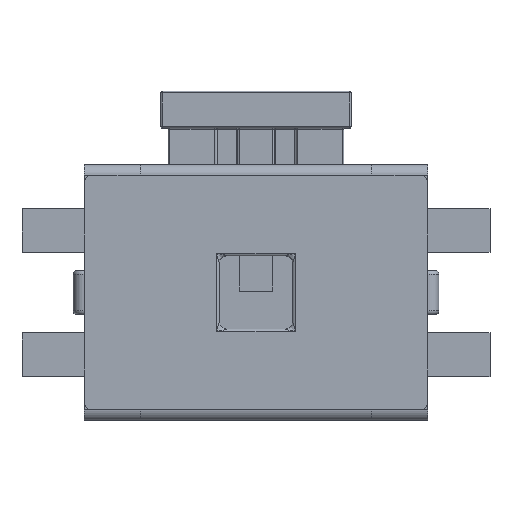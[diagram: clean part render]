
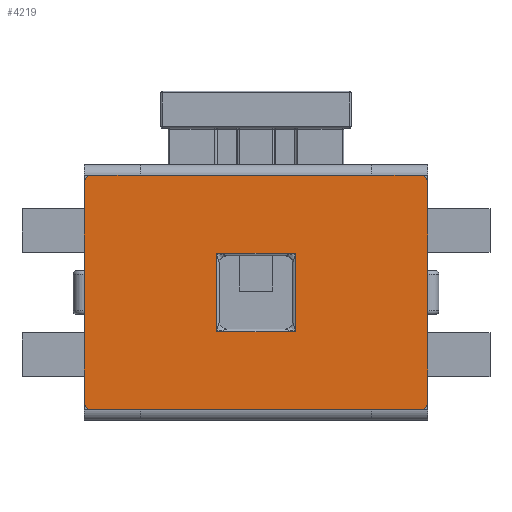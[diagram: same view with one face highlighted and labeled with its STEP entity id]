
A CAD part, top view. The second image highlights one B-rep face of the part: STEP entity #4219.
In plain terms, the highlighted planar face has unit normal (0, 0, 1).
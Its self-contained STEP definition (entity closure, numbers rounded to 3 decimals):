
#1939 = VERTEX_POINT('',#1940);
#1940 = CARTESIAN_POINT('',(2.35,-1.5,1.65));
#1946 = EDGE_CURVE('',#1939,#1947,#1949,.T.);
#1947 = VERTEX_POINT('',#1948);
#1948 = CARTESIAN_POINT('',(2.35,-0.25,1.65));
#1949 = LINE('',#1950,#1951);
#1950 = CARTESIAN_POINT('',(2.35,-1.6,1.65));
#1951 = VECTOR('',#1952,1.);
#1952 = DIRECTION('',(0.,1.,0.));
#2086 = VERTEX_POINT('',#2087);
#2087 = CARTESIAN_POINT('',(2.35,0.25,1.65));
#2094 = EDGE_CURVE('',#2086,#2095,#2097,.T.);
#2095 = VERTEX_POINT('',#2096);
#2096 = CARTESIAN_POINT('',(2.35,1.5,1.65));
#2097 = LINE('',#2098,#2099);
#2098 = CARTESIAN_POINT('',(2.35,-1.6,1.65));
#2099 = VECTOR('',#2100,1.);
#2100 = DIRECTION('',(0.,1.,0.));
#2791 = VERTEX_POINT('',#2792);
#2792 = CARTESIAN_POINT('',(-2.35,1.5,1.65));
#2798 = EDGE_CURVE('',#2791,#2799,#2801,.T.);
#2799 = VERTEX_POINT('',#2800);
#2800 = CARTESIAN_POINT('',(-2.35,0.25,1.65));
#2801 = LINE('',#2802,#2803);
#2802 = CARTESIAN_POINT('',(-2.35,1.6,1.65));
#2803 = VECTOR('',#2804,1.);
#2804 = DIRECTION('',(0.,-1.,0.));
#2938 = VERTEX_POINT('',#2939);
#2939 = CARTESIAN_POINT('',(-2.35,-0.25,1.65));
#2946 = EDGE_CURVE('',#2938,#2947,#2949,.T.);
#2947 = VERTEX_POINT('',#2948);
#2948 = CARTESIAN_POINT('',(-2.35,-1.5,1.65));
#2949 = LINE('',#2950,#2951);
#2950 = CARTESIAN_POINT('',(-2.35,1.6,1.65));
#2951 = VECTOR('',#2952,1.);
#2952 = DIRECTION('',(0.,-1.,0.));
#3506 = VERTEX_POINT('',#3507);
#3507 = CARTESIAN_POINT('',(-1.58,1.6,1.65));
#3513 = EDGE_CURVE('',#3506,#3514,#3516,.T.);
#3514 = VERTEX_POINT('',#3515);
#3515 = CARTESIAN_POINT('',(-1.58,1.602,1.65));
#3516 = LINE('',#3517,#3518);
#3517 = CARTESIAN_POINT('',(-1.58,1.6,1.65));
#3518 = VECTOR('',#3519,1.);
#3519 = DIRECTION('',(0.,1.,0.));
#3540 = VERTEX_POINT('',#3541);
#3541 = CARTESIAN_POINT('',(1.58,1.602,1.65));
#3548 = EDGE_CURVE('',#3514,#3540,#3549,.T.);
#3549 = LINE('',#3550,#3551);
#3550 = CARTESIAN_POINT('',(-1.58,1.602,1.65));
#3551 = VECTOR('',#3552,1.);
#3552 = DIRECTION('',(1.,0.,0.));
#3564 = EDGE_CURVE('',#3565,#3540,#3567,.T.);
#3565 = VERTEX_POINT('',#3566);
#3566 = CARTESIAN_POINT('',(1.58,1.6,1.65));
#3567 = LINE('',#3568,#3569);
#3568 = CARTESIAN_POINT('',(1.58,1.6,1.65));
#3569 = VECTOR('',#3570,1.);
#3570 = DIRECTION('',(0.,1.,0.));
#4122 = EDGE_CURVE('',#4123,#4125,#4127,.T.);
#4123 = VERTEX_POINT('',#4124);
#4124 = CARTESIAN_POINT('',(1.58,-1.6,1.65));
#4125 = VERTEX_POINT('',#4126);
#4126 = CARTESIAN_POINT('',(1.58,-1.602,1.65));
#4127 = LINE('',#4128,#4129);
#4128 = CARTESIAN_POINT('',(1.58,-1.6,1.65));
#4129 = VECTOR('',#4130,1.);
#4130 = DIRECTION('',(0.,-1.,0.));
#4158 = EDGE_CURVE('',#4123,#4159,#4161,.T.);
#4159 = VERTEX_POINT('',#4160);
#4160 = CARTESIAN_POINT('',(2.25,-1.6,1.65));
#4161 = LINE('',#4162,#4163);
#4162 = CARTESIAN_POINT('',(-2.35,-1.6,1.65));
#4163 = VECTOR('',#4164,1.);
#4164 = DIRECTION('',(1.,0.,0.));
#4182 = EDGE_CURVE('',#1939,#4159,#4183,.T.);
#4183 = CIRCLE('',#4184,0.1);
#4184 = AXIS2_PLACEMENT_3D('',#4185,#4186,#4187);
#4185 = CARTESIAN_POINT('',(2.25,-1.5,1.65));
#4186 = DIRECTION('',(0.,0.,-1.));
#4187 = DIRECTION('',(1.,0.,0.));
#4199 = VERTEX_POINT('',#4200);
#4200 = CARTESIAN_POINT('',(2.352,-0.25,1.65));
#4207 = EDGE_CURVE('',#4199,#1947,#4208,.T.);
#4208 = LINE('',#4209,#4210);
#4209 = CARTESIAN_POINT('',(2.352,-0.25,1.65));
#4210 = VECTOR('',#4211,1.);
#4211 = DIRECTION('',(-1.,0.,0.));
#4219 = ADVANCED_FACE('',(#4220,#4330),#4364,.T.);
#4220 = FACE_BOUND('',#4221,.T.);
#4221 = EDGE_LOOP('',(#4222,#4223,#4224,#4232,#4238,#4239,#4248,#4254,
#4255,#4256,#4257,#4265,#4272,#4273,#4281,#4289,#4295,#4296,#4305,
#4313,#4321,#4327,#4328,#4329));
#4222 = ORIENTED_EDGE('',*,*,#1946,.T.);
#4223 = ORIENTED_EDGE('',*,*,#4207,.F.);
#4224 = ORIENTED_EDGE('',*,*,#4225,.T.);
#4225 = EDGE_CURVE('',#4199,#4226,#4228,.T.);
#4226 = VERTEX_POINT('',#4227);
#4227 = CARTESIAN_POINT('',(2.352,0.25,1.65));
#4228 = LINE('',#4229,#4230);
#4229 = CARTESIAN_POINT('',(2.352,-0.3,1.65));
#4230 = VECTOR('',#4231,1.);
#4231 = DIRECTION('',(0.,1.,0.));
#4232 = ORIENTED_EDGE('',*,*,#4233,.T.);
#4233 = EDGE_CURVE('',#4226,#2086,#4234,.T.);
#4234 = LINE('',#4235,#4236);
#4235 = CARTESIAN_POINT('',(2.352,0.25,1.65));
#4236 = VECTOR('',#4237,1.);
#4237 = DIRECTION('',(-1.,0.,0.));
#4238 = ORIENTED_EDGE('',*,*,#2094,.T.);
#4239 = ORIENTED_EDGE('',*,*,#4240,.T.);
#4240 = EDGE_CURVE('',#2095,#4241,#4243,.T.);
#4241 = VERTEX_POINT('',#4242);
#4242 = CARTESIAN_POINT('',(2.25,1.6,1.65));
#4243 = CIRCLE('',#4244,0.1);
#4244 = AXIS2_PLACEMENT_3D('',#4245,#4246,#4247);
#4245 = CARTESIAN_POINT('',(2.25,1.5,1.65));
#4246 = DIRECTION('',(0.,0.,1.));
#4247 = DIRECTION('',(1.,0.,0.));
#4248 = ORIENTED_EDGE('',*,*,#4249,.T.);
#4249 = EDGE_CURVE('',#4241,#3565,#4250,.T.);
#4250 = LINE('',#4251,#4252);
#4251 = CARTESIAN_POINT('',(2.35,1.6,1.65));
#4252 = VECTOR('',#4253,1.);
#4253 = DIRECTION('',(-1.,0.,0.));
#4254 = ORIENTED_EDGE('',*,*,#3564,.T.);
#4255 = ORIENTED_EDGE('',*,*,#3548,.F.);
#4256 = ORIENTED_EDGE('',*,*,#3513,.F.);
#4257 = ORIENTED_EDGE('',*,*,#4258,.T.);
#4258 = EDGE_CURVE('',#3506,#4259,#4261,.T.);
#4259 = VERTEX_POINT('',#4260);
#4260 = CARTESIAN_POINT('',(-2.25,1.6,1.65));
#4261 = LINE('',#4262,#4263);
#4262 = CARTESIAN_POINT('',(2.35,1.6,1.65));
#4263 = VECTOR('',#4264,1.);
#4264 = DIRECTION('',(-1.,0.,0.));
#4265 = ORIENTED_EDGE('',*,*,#4266,.T.);
#4266 = EDGE_CURVE('',#4259,#2791,#4267,.T.);
#4267 = CIRCLE('',#4268,0.1);
#4268 = AXIS2_PLACEMENT_3D('',#4269,#4270,#4271);
#4269 = CARTESIAN_POINT('',(-2.25,1.5,1.65));
#4270 = DIRECTION('',(0.,0.,1.));
#4271 = DIRECTION('',(1.,0.,0.));
#4272 = ORIENTED_EDGE('',*,*,#2798,.T.);
#4273 = ORIENTED_EDGE('',*,*,#4274,.F.);
#4274 = EDGE_CURVE('',#4275,#2799,#4277,.T.);
#4275 = VERTEX_POINT('',#4276);
#4276 = CARTESIAN_POINT('',(-2.352,0.25,1.65));
#4277 = LINE('',#4278,#4279);
#4278 = CARTESIAN_POINT('',(-2.352,0.25,1.65));
#4279 = VECTOR('',#4280,1.);
#4280 = DIRECTION('',(1.,0.,0.));
#4281 = ORIENTED_EDGE('',*,*,#4282,.F.);
#4282 = EDGE_CURVE('',#4283,#4275,#4285,.T.);
#4283 = VERTEX_POINT('',#4284);
#4284 = CARTESIAN_POINT('',(-2.352,-0.25,1.65));
#4285 = LINE('',#4286,#4287);
#4286 = CARTESIAN_POINT('',(-2.352,-0.3,1.65));
#4287 = VECTOR('',#4288,1.);
#4288 = DIRECTION('',(0.,1.,0.));
#4289 = ORIENTED_EDGE('',*,*,#4290,.T.);
#4290 = EDGE_CURVE('',#4283,#2938,#4291,.T.);
#4291 = LINE('',#4292,#4293);
#4292 = CARTESIAN_POINT('',(-2.352,-0.25,1.65));
#4293 = VECTOR('',#4294,1.);
#4294 = DIRECTION('',(1.,0.,0.));
#4295 = ORIENTED_EDGE('',*,*,#2946,.T.);
#4296 = ORIENTED_EDGE('',*,*,#4297,.F.);
#4297 = EDGE_CURVE('',#4298,#2947,#4300,.T.);
#4298 = VERTEX_POINT('',#4299);
#4299 = CARTESIAN_POINT('',(-2.25,-1.6,1.65));
#4300 = CIRCLE('',#4301,0.1);
#4301 = AXIS2_PLACEMENT_3D('',#4302,#4303,#4304);
#4302 = CARTESIAN_POINT('',(-2.25,-1.5,1.65));
#4303 = DIRECTION('',(0.,0.,-1.));
#4304 = DIRECTION('',(1.,0.,0.));
#4305 = ORIENTED_EDGE('',*,*,#4306,.T.);
#4306 = EDGE_CURVE('',#4298,#4307,#4309,.T.);
#4307 = VERTEX_POINT('',#4308);
#4308 = CARTESIAN_POINT('',(-1.58,-1.6,1.65));
#4309 = LINE('',#4310,#4311);
#4310 = CARTESIAN_POINT('',(-2.35,-1.6,1.65));
#4311 = VECTOR('',#4312,1.);
#4312 = DIRECTION('',(1.,0.,0.));
#4313 = ORIENTED_EDGE('',*,*,#4314,.T.);
#4314 = EDGE_CURVE('',#4307,#4315,#4317,.T.);
#4315 = VERTEX_POINT('',#4316);
#4316 = CARTESIAN_POINT('',(-1.58,-1.602,1.65));
#4317 = LINE('',#4318,#4319);
#4318 = CARTESIAN_POINT('',(-1.58,-1.6,1.65));
#4319 = VECTOR('',#4320,1.);
#4320 = DIRECTION('',(0.,-1.,0.));
#4321 = ORIENTED_EDGE('',*,*,#4322,.T.);
#4322 = EDGE_CURVE('',#4315,#4125,#4323,.T.);
#4323 = LINE('',#4324,#4325);
#4324 = CARTESIAN_POINT('',(-1.58,-1.602,1.65));
#4325 = VECTOR('',#4326,1.);
#4326 = DIRECTION('',(1.,0.,0.));
#4327 = ORIENTED_EDGE('',*,*,#4122,.F.);
#4328 = ORIENTED_EDGE('',*,*,#4158,.T.);
#4329 = ORIENTED_EDGE('',*,*,#4182,.F.);
#4330 = FACE_BOUND('',#4331,.T.);
#4331 = EDGE_LOOP('',(#4332,#4342,#4350,#4358));
#4332 = ORIENTED_EDGE('',*,*,#4333,.F.);
#4333 = EDGE_CURVE('',#4334,#4336,#4338,.T.);
#4334 = VERTEX_POINT('',#4335);
#4335 = CARTESIAN_POINT('',(-0.538,-0.538,1.65));
#4336 = VERTEX_POINT('',#4337);
#4337 = CARTESIAN_POINT('',(0.538,-0.538,1.65));
#4338 = LINE('',#4339,#4340);
#4339 = CARTESIAN_POINT('',(-0.5,-0.538,1.65));
#4340 = VECTOR('',#4341,1.);
#4341 = DIRECTION('',(1.,0.,0.));
#4342 = ORIENTED_EDGE('',*,*,#4343,.F.);
#4343 = EDGE_CURVE('',#4344,#4334,#4346,.T.);
#4344 = VERTEX_POINT('',#4345);
#4345 = CARTESIAN_POINT('',(-0.538,0.538,1.65));
#4346 = LINE('',#4347,#4348);
#4347 = CARTESIAN_POINT('',(-0.538,0.5,1.65));
#4348 = VECTOR('',#4349,1.);
#4349 = DIRECTION('',(0.,-1.,0.));
#4350 = ORIENTED_EDGE('',*,*,#4351,.F.);
#4351 = EDGE_CURVE('',#4352,#4344,#4354,.T.);
#4352 = VERTEX_POINT('',#4353);
#4353 = CARTESIAN_POINT('',(0.538,0.538,1.65));
#4354 = LINE('',#4355,#4356);
#4355 = CARTESIAN_POINT('',(0.5,0.538,1.65));
#4356 = VECTOR('',#4357,1.);
#4357 = DIRECTION('',(-1.,0.,0.));
#4358 = ORIENTED_EDGE('',*,*,#4359,.F.);
#4359 = EDGE_CURVE('',#4336,#4352,#4360,.T.);
#4360 = LINE('',#4361,#4362);
#4361 = CARTESIAN_POINT('',(0.538,-0.5,1.65));
#4362 = VECTOR('',#4363,1.);
#4363 = DIRECTION('',(0.,1.,0.));
#4364 = PLANE('',#4365);
#4365 = AXIS2_PLACEMENT_3D('',#4366,#4367,#4368);
#4366 = CARTESIAN_POINT('',(0.,0.,1.65
));
#4367 = DIRECTION('',(0.,0.,1.));
#4368 = DIRECTION('',(-1.,0.,0.));
